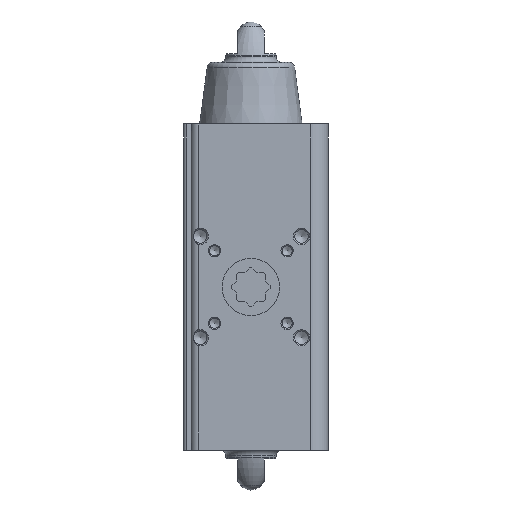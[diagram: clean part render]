
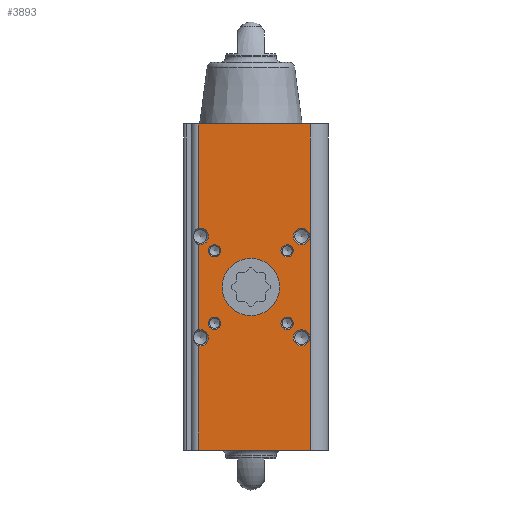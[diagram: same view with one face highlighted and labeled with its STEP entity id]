
A CAD part, front view. The second image highlights one B-rep face of the part: STEP entity #3893.
In plain terms, the highlighted planar face has unit normal (0, -1, 0).
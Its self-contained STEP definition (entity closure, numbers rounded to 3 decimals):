
#136=PLANE('',#4215);
#296=LINE('',#5890,#624);
#297=LINE('',#5910,#625);
#298=LINE('',#5930,#626);
#317=LINE('',#5985,#645);
#324=LINE('',#6015,#652);
#331=LINE('',#6119,#659);
#624=VECTOR('',#4661,1000.);
#625=VECTOR('',#4662,1000.);
#626=VECTOR('',#4663,1000.);
#645=VECTOR('',#4712,1000.);
#652=VECTOR('',#4741,1000.);
#659=VECTOR('',#4788,1000.);
#1060=ORIENTED_EDGE('',*,*,#2005,.T.);
#1061=ORIENTED_EDGE('',*,*,#2074,.F.);
#1062=ORIENTED_EDGE('',*,*,#2001,.T.);
#1063=ORIENTED_EDGE('',*,*,#2075,.F.);
#1064=ORIENTED_EDGE('',*,*,#1997,.T.);
#1065=ORIENTED_EDGE('',*,*,#2035,.T.);
#1066=ORIENTED_EDGE('',*,*,#2076,.F.);
#1067=ORIENTED_EDGE('',*,*,#2051,.F.);
#1068=ORIENTED_EDGE('',*,*,#2077,.F.);
#1069=ORIENTED_EDGE('',*,*,#2078,.F.);
#1070=ORIENTED_EDGE('',*,*,#2079,.F.);
#1071=ORIENTED_EDGE('',*,*,#2080,.F.);
#1072=ORIENTED_EDGE('',*,*,#2081,.F.);
#1073=ORIENTED_EDGE('',*,*,#2082,.F.);
#1074=ORIENTED_EDGE('',*,*,#2083,.F.);
#1997=EDGE_CURVE('',#2517,#2516,#296,.T.);
#2001=EDGE_CURVE('',#2521,#2520,#297,.T.);
#2005=EDGE_CURVE('',#2525,#2524,#298,.T.);
#2035=EDGE_CURVE('',#2516,#2545,#317,.T.);
#2051=EDGE_CURVE('',#2525,#2558,#324,.T.);
#2074=EDGE_CURVE('',#2521,#2524,#2911,.F.);
#2075=EDGE_CURVE('',#2517,#2520,#2912,.F.);
#2076=EDGE_CURVE('',#2558,#2545,#331,.T.);
#2077=EDGE_CURVE('',#2575,#2575,#2913,.T.);
#2078=EDGE_CURVE('',#2576,#2576,#2914,.T.);
#2079=EDGE_CURVE('',#2577,#2577,#2915,.T.);
#2080=EDGE_CURVE('',#2578,#2578,#2916,.T.);
#2081=EDGE_CURVE('',#2579,#2579,#2917,.T.);
#2082=EDGE_CURVE('',#2580,#2580,#2918,.T.);
#2083=EDGE_CURVE('',#2581,#2581,#2919,.T.);
#2516=VERTEX_POINT('',#5889);
#2517=VERTEX_POINT('',#5891);
#2520=VERTEX_POINT('',#5909);
#2521=VERTEX_POINT('',#5911);
#2524=VERTEX_POINT('',#5929);
#2525=VERTEX_POINT('',#5931);
#2545=VERTEX_POINT('',#5984);
#2558=VERTEX_POINT('',#6016);
#2575=VERTEX_POINT('',#6121);
#2576=VERTEX_POINT('',#6123);
#2577=VERTEX_POINT('',#6125);
#2578=VERTEX_POINT('',#6127);
#2579=VERTEX_POINT('',#6129);
#2580=VERTEX_POINT('',#6131);
#2581=VERTEX_POINT('',#6133);
#2911=CIRCLE('',#4216,4.);
#2912=CIRCLE('',#4217,4.);
#2913=CIRCLE('',#4218,4.);
#2914=CIRCLE('',#4219,4.);
#2915=CIRCLE('',#4220,3.);
#2916=CIRCLE('',#4221,3.);
#2917=CIRCLE('',#4222,3.);
#2918=CIRCLE('',#4223,3.);
#2919=CIRCLE('',#4224,14.);
#3085=EDGE_LOOP('',(#1060,#1061,#1062,#1063,#1064,#1065,#1066,#1067));
#3086=EDGE_LOOP('',(#1068));
#3087=EDGE_LOOP('',(#1069));
#3088=EDGE_LOOP('',(#1070));
#3089=EDGE_LOOP('',(#1071));
#3090=EDGE_LOOP('',(#1072));
#3091=EDGE_LOOP('',(#1073));
#3092=EDGE_LOOP('',(#1074));
#3456=FACE_BOUND('',#3085,.T.);
#3457=FACE_BOUND('',#3086,.T.);
#3458=FACE_BOUND('',#3087,.T.);
#3459=FACE_BOUND('',#3088,.T.);
#3460=FACE_BOUND('',#3089,.T.);
#3461=FACE_BOUND('',#3090,.T.);
#3462=FACE_BOUND('',#3091,.T.);
#3463=FACE_BOUND('',#3092,.T.);
#3893=ADVANCED_FACE('',(#3456,#3457,#3458,#3459,#3460,#3461,#3462,#3463),
#136,.F.);
#4215=AXIS2_PLACEMENT_3D('',#6116,#4782,#4783);
#4216=AXIS2_PLACEMENT_3D('',#6117,#4784,#4785);
#4217=AXIS2_PLACEMENT_3D('',#6118,#4786,#4787);
#4218=AXIS2_PLACEMENT_3D('',#6120,#4789,#4790);
#4219=AXIS2_PLACEMENT_3D('',#6122,#4791,#4792);
#4220=AXIS2_PLACEMENT_3D('',#6124,#4793,#4794);
#4221=AXIS2_PLACEMENT_3D('',#6126,#4795,#4796);
#4222=AXIS2_PLACEMENT_3D('',#6128,#4797,#4798);
#4223=AXIS2_PLACEMENT_3D('',#6130,#4799,#4800);
#4224=AXIS2_PLACEMENT_3D('',#6132,#4801,#4802);
#4661=DIRECTION('',(0.,0.,-1.));
#4662=DIRECTION('',(0.,0.,-1.));
#4663=DIRECTION('',(0.,0.,-1.));
#4712=DIRECTION('',(1.,0.,0.));
#4741=DIRECTION('',(1.,0.,0.));
#4782=DIRECTION('',(0.,1.,0.));
#4783=DIRECTION('',(0.,0.,1.));
#4784=DIRECTION('',(0.,1.,0.));
#4785=DIRECTION('',(0.,0.,1.));
#4786=DIRECTION('',(0.,1.,0.));
#4787=DIRECTION('',(0.,0.,1.));
#4788=DIRECTION('',(0.,0.,-1.));
#4789=DIRECTION('',(0.,-1.,0.));
#4790=DIRECTION('',(0.,0.,-1.));
#4791=DIRECTION('',(0.,-1.,0.));
#4792=DIRECTION('',(0.,0.,-1.));
#4793=DIRECTION('',(0.,-1.,0.));
#4794=DIRECTION('',(0.,0.,-1.));
#4795=DIRECTION('',(0.,-1.,0.));
#4796=DIRECTION('',(0.,0.,-1.));
#4797=DIRECTION('',(0.,-1.,0.));
#4798=DIRECTION('',(0.,0.,-1.));
#4799=DIRECTION('',(0.,-1.,0.));
#4800=DIRECTION('',(0.,0.,-1.));
#4801=DIRECTION('',(0.,-1.,0.));
#4802=DIRECTION('',(0.,0.,-1.));
#5889=CARTESIAN_POINT('',(-25.64,-37.7,-79.6));
#5890=CARTESIAN_POINT('',(-25.64,-37.7,79.6));
#5891=CARTESIAN_POINT('',(-25.64,-37.7,-28.648));
#5909=CARTESIAN_POINT('',(-25.64,-37.7,-20.849));
#5910=CARTESIAN_POINT('',(-25.64,-37.7,79.6));
#5911=CARTESIAN_POINT('',(-25.64,-37.7,20.849));
#5929=CARTESIAN_POINT('',(-25.64,-37.7,28.648));
#5930=CARTESIAN_POINT('',(-25.64,-37.7,79.6));
#5931=CARTESIAN_POINT('',(-25.64,-37.7,79.6));
#5984=CARTESIAN_POINT('',(28.9,-37.7,-79.6));
#5985=CARTESIAN_POINT('',(-25.64,-37.7,-79.6));
#6015=CARTESIAN_POINT('',(-25.64,-37.7,79.6));
#6016=CARTESIAN_POINT('',(28.9,-37.7,79.6));
#6116=CARTESIAN_POINT('',(-25.64,-37.7,79.6));
#6117=CARTESIAN_POINT('',(-24.749,-37.7,24.749));
#6118=CARTESIAN_POINT('',(-24.749,-37.7,-24.749));
#6119=CARTESIAN_POINT('',(28.9,-37.7,79.6));
#6120=CARTESIAN_POINT('',(24.749,-37.7,24.749));
#6121=CARTESIAN_POINT('',(24.749,-37.7,20.749));
#6122=CARTESIAN_POINT('',(24.749,-37.7,-24.749));
#6123=CARTESIAN_POINT('',(24.749,-37.7,-28.749));
#6124=CARTESIAN_POINT('',(-17.678,-37.7,17.678));
#6125=CARTESIAN_POINT('',(-17.678,-37.7,14.678));
#6126=CARTESIAN_POINT('',(17.678,-37.7,17.678));
#6127=CARTESIAN_POINT('',(17.678,-37.7,14.678));
#6128=CARTESIAN_POINT('',(17.678,-37.7,-17.678));
#6129=CARTESIAN_POINT('',(17.678,-37.7,-20.678));
#6130=CARTESIAN_POINT('',(-17.678,-37.7,-17.678));
#6131=CARTESIAN_POINT('',(-17.678,-37.7,-20.678));
#6132=CARTESIAN_POINT('',(0.,-37.7,0.));
#6133=CARTESIAN_POINT('',(0.,-37.7,-14.));
